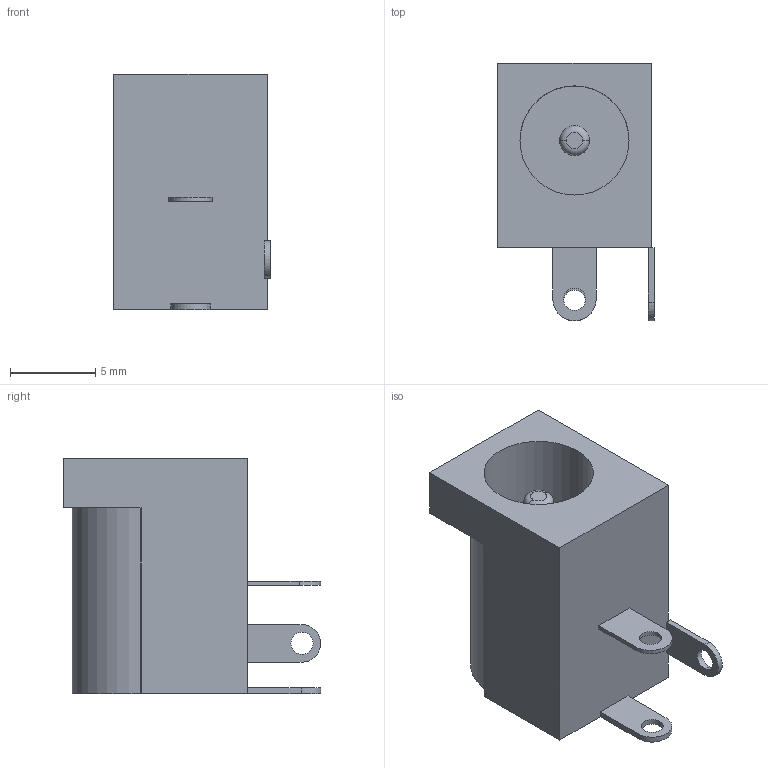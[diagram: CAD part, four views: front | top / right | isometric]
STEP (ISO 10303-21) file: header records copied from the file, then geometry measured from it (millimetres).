
FILE_DESCRIPTION (( 'STEP AP214' ), '1' );
FILE_NAME ('5.5x2.1mm 3P DC Power Jack PCB Mount Female Socket.STEP', '2021-09-21T23:16:07', ( '' ), ( '' ), 'SwSTEP 2.0', 'SolidWorks 2020', '' );
FILE_SCHEMA (( 'AUTOMOTIVE_DESIGN' ));
Length unit declared in the file: millimetre
Products named in the file (1): 5.5x2.1mm 3P DC Power Jack PCB Mount Female Socket
Bounding box: 9.18 x 15.1 x 13.8 mm (x, y, z)
Volume: 889.3 mm3; surface area: 986.7 mm2
Topology: 1 solids, 1 shells, 43 faces, 108 edges, 70 vertices
Faces by surface type: plane 25, cylinder 16, torus 2
Entity records: 1611 total; most frequent: DIRECTION 232, CARTESIAN_POINT 222, ORIENTED_EDGE 216, EDGE_CURVE 108, AXIS2_PLACEMENT_3D 80, VECTOR 72, LINE 72, VERTEX_POINT 70
